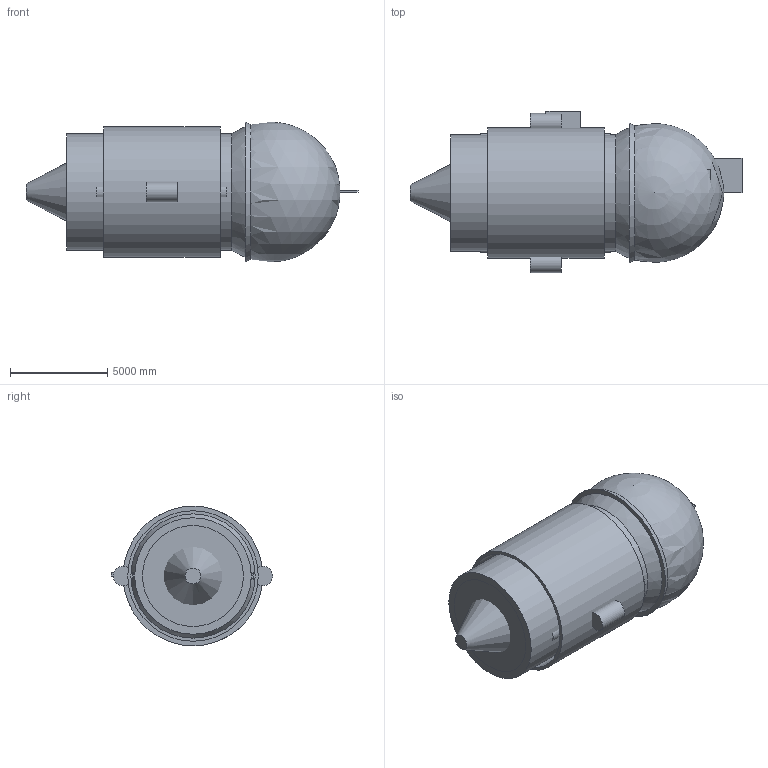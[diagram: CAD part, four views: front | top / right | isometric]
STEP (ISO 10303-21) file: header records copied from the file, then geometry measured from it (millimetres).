
FILE_DESCRIPTION(('FreeCAD Model'),'2;1');
FILE_NAME('Open CASCADE Shape Model','2025-10-14T01:46:59',('Author'),( ''),'Open CASCADE STEP processor 7.8','FreeCAD','Unknown');
FILE_SCHEMA(('AUTOMOTIVE_DESIGN { 1 0 10303 214 1 1 1 1 }'));
Length unit declared in the file: millimetre
Products named in the file (14): MasterSolid (Mass: 1534138542263863.2 kg, Margin 122731083381109.1 kg, 
Total 1656869625644972.2 kg); Booms; Radiators; RTG_Assembly; SolarArray; Robots; IonThrusters; Sensors; AuxThrusters; RCSThrusters; PayloadBay; ParkerShield; EngineBay; HGA_Assembly
Bounding box: 17100 x 8300 x 7200 mm (x, y, z)
Volume: 450947591044.6 mm3; surface area: 1218788987 mm2
Topology: 55 solids, 58 shells, 211 faces, 297 edges, 199 vertices
Faces by surface type: plane 159, cylinder 43, sphere 6, cone 3
Full cylindrical faces by diameter (mm): 140 x1, 160 x1, 180 x2, 240 x1, 260 x3, 300 x12, 420 x8, 1000 x8, 1100 x1, 4800 x1, 5200 x1, 6000 x2, 6400 x1, 6720 x1
Entity records: 9845 total; most frequent: CARTESIAN_POINT 2444, DIRECTION 1368, LINE 662, VECTOR 662, ORIENTED_EDGE 570, PCURVE 570, DEFINITIONAL_REPRESENTATION 570, AXIS2_PLACEMENT_3D 307
